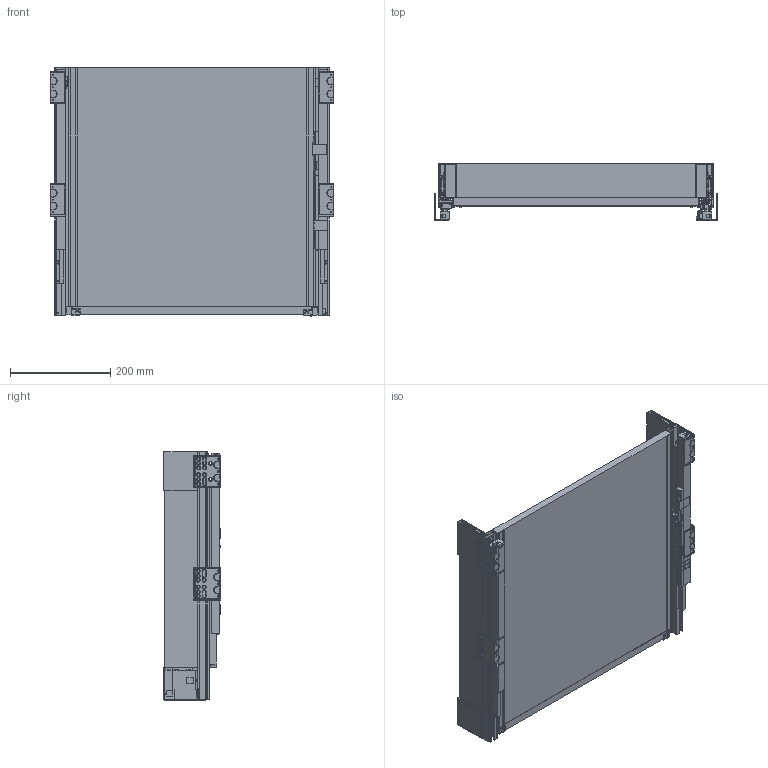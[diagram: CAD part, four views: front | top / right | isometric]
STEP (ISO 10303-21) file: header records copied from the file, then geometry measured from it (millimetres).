
FILE_DESCRIPTION(/* description */ (''),/* implementation_level */ '2;1');
FILE_NAME(/* name */ 'AXIS PRO GLASS 84_500.stp',/* time_stamp */ '2023-08-08T13:59:24+02:00',/* author */ ('tomaszw'),/* organization */ (''),/* preprocessor_version */ 'ST-DEVELOPER v19.2',/* originating_system */ 'Autodesk Inventor 2023',/* authorisation */ '');
FILE_SCHEMA (('AUTOMOTIVE_DESIGN { 1 0 10303 214 3 1 1 }'));
Products named in the file (2): AXIS PRO GLASS; AXIS PRO GLASS_84_500
Assembly tree (1 placements, depth 2):
  AXIS PRO GLASS
    AXIS PRO GLASS_84_500
Bounding box: 563.9 x 114.5 x 495.26 mm (x, y, z)
Volume: 5482754.5 mm3; surface area: 1376526.4 mm2
Topology: 54 solids, 54 shells, 3272 faces, 8997 edges, 5853 vertices
Faces by surface type: plane 2301, cylinder 572, bspline 200, cone 98, sphere 79, torus 22
Full cylindrical faces by diameter (mm): 1.8 x2, 2 x1, 2.4 x2, 2.5 x7, 2.8 x4, 2.9 x2, 3 x1, 3.8 x3, 4 x7, 4.5 x1, 5.5 x1, 6 x36, 7 x1, 7.5 x2, 8.5 x4, 8.8 x8, 10 x10, 10.4 x4
Entity records: 161520 total; most frequent: CARTESIAN_POINT 75597, ORIENTED_EDGE 17974, DIRECTION 15775, EDGE_CURVE 8987, LINE 6981, VECTOR 6981, VERTEX_POINT 5881, AXIS2_PLACEMENT_3D 4397
